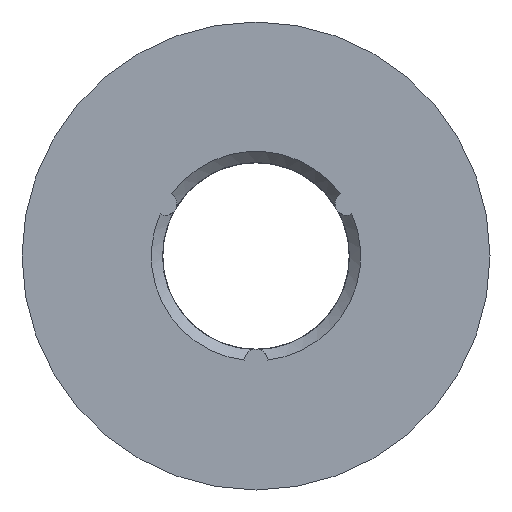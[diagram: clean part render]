
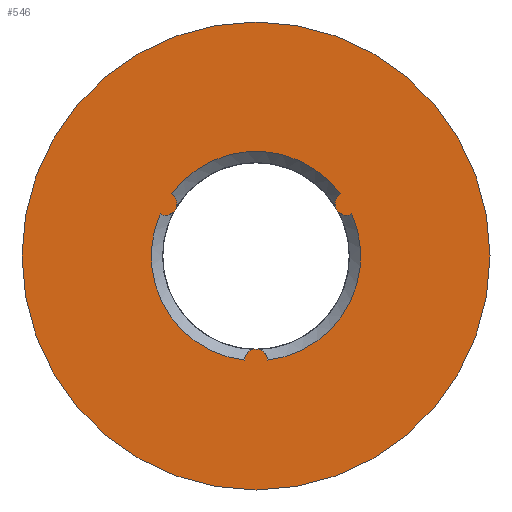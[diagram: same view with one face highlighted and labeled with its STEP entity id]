
A CAD part, front view. The second image highlights one B-rep face of the part: STEP entity #546.
In plain terms, the highlighted planar face has unit normal (0, -1, 0).
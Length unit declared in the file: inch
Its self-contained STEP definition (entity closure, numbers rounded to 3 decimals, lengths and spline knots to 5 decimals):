
#21 = AXIS2_PLACEMENT_3D ( 'NONE', #649, #605, #110 ) ;
#36 = ORIENTED_EDGE ( 'NONE', *, *, #509, .T. ) ;
#40 = EDGE_CURVE ( 'NONE', #193, #134, #371, .T. ) ;
#43 = CARTESIAN_POINT ( 'NONE',  ( 0., 0., 0.314 ) ) ;
#48 = CARTESIAN_POINT ( 'NONE',  ( 0.1132, 0., 0.08323 ) ) ;
#53 = CARTESIAN_POINT ( 'NONE',  ( 0.12168, 0., 0.07025 ) ) ;
#60 = EDGE_CURVE ( 'NONE', #299, #519, #198, .T. ) ;
#63 = CIRCLE ( 'NONE', #274, 0.0155 ) ;
#64 = AXIS2_PLACEMENT_3D ( 'NONE', #268, #327, #272 ) ;
#77 = CIRCLE ( 'NONE', #538, 0.1405 ) ;
#78 = CARTESIAN_POINT ( 'NONE',  ( 0., 0., 0. ) ) ;
#85 = ORIENTED_EDGE ( 'NONE', *, *, #172, .F. ) ;
#95 = DIRECTION ( 'NONE',  ( 0., 0., 1. ) ) ;
#100 = DIRECTION ( 'NONE',  ( 0., -1., 0. ) ) ;
#102 = CARTESIAN_POINT ( 'NONE',  ( 0., 0., 0. ) ) ;
#110 = DIRECTION ( 'NONE',  ( 0., 0., -1. ) ) ;
#116 = EDGE_CURVE ( 'NONE', #179, #186, #63, .T. ) ;
#117 = CARTESIAN_POINT ( 'NONE',  ( 0., 0., -0.314 ) ) ;
#119 = VERTEX_POINT ( 'NONE', #417 ) ;
#132 = VERTEX_POINT ( 'NONE', #48 ) ;
#134 = VERTEX_POINT ( 'NONE', #261 ) ;
#138 = ORIENTED_EDGE ( 'NONE', *, *, #388, .F. ) ;
#142 = CIRCLE ( 'NONE', #284, 0.0155 ) ;
#146 = CARTESIAN_POINT ( 'NONE',  ( -0.12168, 0., 0.07025 ) ) ;
#150 = CARTESIAN_POINT ( 'NONE',  ( -0.12168, 0., 0.07025 ) ) ;
#152 = AXIS2_PLACEMENT_3D ( 'NONE', #78, #659, #517 ) ;
#153 = DIRECTION ( 'NONE',  ( 0., 1., 0. ) ) ;
#172 = EDGE_CURVE ( 'NONE', #519, #299, #226, .T. ) ;
#179 = VERTEX_POINT ( 'NONE', #257 ) ;
#186 = VERTEX_POINT ( 'NONE', #379 ) ;
#193 = VERTEX_POINT ( 'NONE', #377 ) ;
#194 = DIRECTION ( 'NONE',  ( 0., 0., -1. ) ) ;
#198 = CIRCLE ( 'NONE', #311, 0.314 ) ;
#219 = CIRCLE ( 'NONE', #64, 0.0155 ) ;
#226 = CIRCLE ( 'NONE', #631, 0.314 ) ;
#228 = CARTESIAN_POINT ( 'NONE',  ( -0.1132, 0., 0.08323 ) ) ;
#245 = VERTEX_POINT ( 'NONE', #644 ) ;
#257 = CARTESIAN_POINT ( 'NONE',  ( -0.12867, 0., 0.05642 ) ) ;
#259 = DIRECTION ( 'NONE',  ( 0., -1., 0. ) ) ;
#260 = CIRCLE ( 'NONE', #347, 0.0155 ) ;
#261 = CARTESIAN_POINT ( 'NONE',  ( 0.12867, 0., 0.05642 ) ) ;
#268 = CARTESIAN_POINT ( 'NONE',  ( 0., 0., -0.1405 ) ) ;
#272 = DIRECTION ( 'NONE',  ( 0., 0., -1. ) ) ;
#274 = AXIS2_PLACEMENT_3D ( 'NONE', #146, #690, #643 ) ;
#284 = AXIS2_PLACEMENT_3D ( 'NONE', #53, #322, #545 ) ;
#299 = VERTEX_POINT ( 'NONE', #117 ) ;
#311 = AXIS2_PLACEMENT_3D ( 'NONE', #582, #153, #95 ) ;
#322 = DIRECTION ( 'NONE',  ( 0., -1., 0. ) ) ;
#327 = DIRECTION ( 'NONE',  ( 0., -1., 0. ) ) ;
#341 = ORIENTED_EDGE ( 'NONE', *, *, #562, .T. ) ;
#347 = AXIS2_PLACEMENT_3D ( 'NONE', #150, #100, #194 ) ;
#357 = VERTEX_POINT ( 'NONE', #228 ) ;
#359 = EDGE_LOOP ( 'NONE', ( #138, #672, #36, #398, #448, #394, #634, #341 ) ) ;
#371 = CIRCLE ( 'NONE', #391, 0.1405 ) ;
#377 = CARTESIAN_POINT ( 'NONE',  ( 0.01548, 0., -0.13965 ) ) ;
#379 = CARTESIAN_POINT ( 'NONE',  ( -0.12168, 0., 0.05475 ) ) ;
#384 = CIRCLE ( 'NONE', #152, 0.1405 ) ;
#388 = EDGE_CURVE ( 'NONE', #132, #357, #384, .T. ) ;
#391 = AXIS2_PLACEMENT_3D ( 'NONE', #665, #585, #426 ) ;
#394 = ORIENTED_EDGE ( 'NONE', *, *, #596, .F. ) ;
#398 = ORIENTED_EDGE ( 'NONE', *, *, #40, .F. ) ;
#411 = EDGE_CURVE ( 'NONE', #193, #119, #219, .T. ) ;
#417 = CARTESIAN_POINT ( 'NONE',  ( -0.01548, 0., -0.13965 ) ) ;
#426 = DIRECTION ( 'NONE',  ( 0., 0., -1. ) ) ;
#427 = DIRECTION ( 'NONE',  ( 0., 1., 0. ) ) ;
#442 = EDGE_CURVE ( 'NONE', #132, #245, #490, .T. ) ;
#448 = ORIENTED_EDGE ( 'NONE', *, *, #411, .T. ) ;
#455 = ORIENTED_EDGE ( 'NONE', *, *, #60, .F. ) ;
#472 = DIRECTION ( 'NONE',  ( 0., 1., 0. ) ) ;
#479 = AXIS2_PLACEMENT_3D ( 'NONE', #645, #427, #599 ) ;
#490 = CIRCLE ( 'NONE', #21, 0.0155 ) ;
#509 = EDGE_CURVE ( 'NONE', #245, #134, #142, .T. ) ;
#517 = DIRECTION ( 'NONE',  ( 0., 0., -1. ) ) ;
#519 = VERTEX_POINT ( 'NONE', #43 ) ;
#530 = DIRECTION ( 'NONE',  ( 0., 0., -1. ) ) ;
#532 = DIRECTION ( 'NONE',  ( 0., 0., 1. ) ) ;
#538 = AXIS2_PLACEMENT_3D ( 'NONE', #102, #259, #530 ) ;
#545 = DIRECTION ( 'NONE',  ( 0., 0., -1. ) ) ;
#546 = ADVANCED_FACE ( 'NONE', ( #640, #688 ), #594, .F. ) ;
#562 = EDGE_CURVE ( 'NONE', #186, #357, #260, .T. ) ;
#582 = CARTESIAN_POINT ( 'NONE',  ( 0., 0., 0. ) ) ;
#585 = DIRECTION ( 'NONE',  ( 0., -1., 0. ) ) ;
#591 = CARTESIAN_POINT ( 'NONE',  ( 0., 0., 0. ) ) ;
#594 = PLANE ( 'NONE',  #479 ) ;
#596 = EDGE_CURVE ( 'NONE', #179, #119, #77, .T. ) ;
#599 = DIRECTION ( 'NONE',  ( 0., 0., 1. ) ) ;
#605 = DIRECTION ( 'NONE',  ( 0., -1., 0. ) ) ;
#631 = AXIS2_PLACEMENT_3D ( 'NONE', #591, #472, #532 ) ;
#634 = ORIENTED_EDGE ( 'NONE', *, *, #116, .T. ) ;
#640 = FACE_BOUND ( 'NONE', #359, .T. ) ;
#643 = DIRECTION ( 'NONE',  ( 0., 0., -1. ) ) ;
#644 = CARTESIAN_POINT ( 'NONE',  ( 0.12168, 0., 0.05475 ) ) ;
#645 = CARTESIAN_POINT ( 'NONE',  ( 0., 0., 0. ) ) ;
#649 = CARTESIAN_POINT ( 'NONE',  ( 0.12168, 0., 0.07025 ) ) ;
#659 = DIRECTION ( 'NONE',  ( 0., -1., 0. ) ) ;
#665 = CARTESIAN_POINT ( 'NONE',  ( 0., 0., 0. ) ) ;
#670 = EDGE_LOOP ( 'NONE', ( #455, #85 ) ) ;
#672 = ORIENTED_EDGE ( 'NONE', *, *, #442, .T. ) ;
#688 = FACE_OUTER_BOUND ( 'NONE', #670, .T. ) ;
#690 = DIRECTION ( 'NONE',  ( 0., -1., 0. ) ) ;
